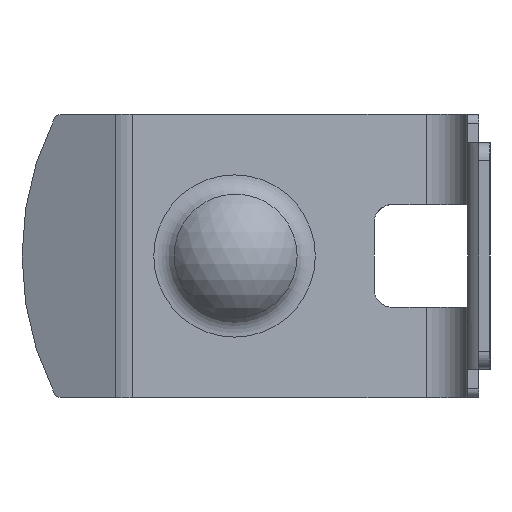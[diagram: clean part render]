
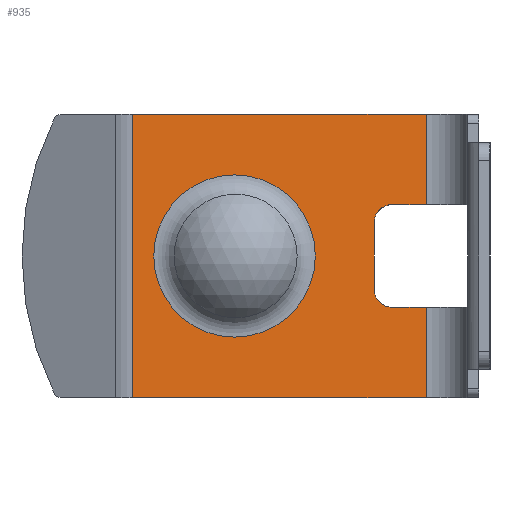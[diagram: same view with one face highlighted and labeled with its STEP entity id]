
A CAD part, left-side view. The second image highlights one B-rep face of the part: STEP entity #935.
In plain terms, the highlighted planar face has unit normal (-0.995, -0.096, 0).
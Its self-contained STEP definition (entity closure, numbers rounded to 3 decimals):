
#46=FACE_BOUND('',#318,.T.);
#52=ELLIPSE('',#1005,0.402,0.4);
#53=ELLIPSE('',#1006,0.402,0.4);
#56=LINE('',#1378,#146);
#57=LINE('',#1382,#147);
#58=LINE('',#1386,#148);
#59=LINE('',#1388,#149);
#60=LINE('',#1390,#150);
#61=LINE('',#1392,#151);
#62=LINE('',#1394,#152);
#63=LINE('',#1395,#153);
#146=VECTOR('',#1105,10.);
#147=VECTOR('',#1108,10.);
#148=VECTOR('',#1111,10.);
#149=VECTOR('',#1112,10.);
#150=VECTOR('',#1113,10.);
#151=VECTOR('',#1114,10.);
#152=VECTOR('',#1115,10.);
#153=VECTOR('',#1116,10.);
#236=PLANE('',#1004);
#265=FACE_OUTER_BOUND('',#317,.T.);
#317=EDGE_LOOP('',(#652,#653,#654,#655,#656,#657,#658,#659,#660,#661));
#318=EDGE_LOOP('',(#662));
#375=CIRCLE('',#1002,1.819);
#414=VERTEX_POINT('',#1371);
#415=VERTEX_POINT('',#1376);
#416=VERTEX_POINT('',#1377);
#417=VERTEX_POINT('',#1379);
#418=VERTEX_POINT('',#1381);
#419=VERTEX_POINT('',#1383);
#420=VERTEX_POINT('',#1385);
#421=VERTEX_POINT('',#1387);
#422=VERTEX_POINT('',#1389);
#423=VERTEX_POINT('',#1391);
#424=VERTEX_POINT('',#1393);
#507=EDGE_CURVE('',#414,#414,#375,.T.);
#508=EDGE_CURVE('',#415,#416,#56,.T.);
#509=EDGE_CURVE('',#417,#416,#52,.T.);
#510=EDGE_CURVE('',#417,#418,#57,.T.);
#511=EDGE_CURVE('',#419,#418,#53,.T.);
#512=EDGE_CURVE('',#419,#420,#58,.T.);
#513=EDGE_CURVE('',#420,#421,#59,.T.);
#514=EDGE_CURVE('',#422,#421,#60,.T.);
#515=EDGE_CURVE('',#423,#422,#61,.T.);
#516=EDGE_CURVE('',#424,#423,#62,.T.);
#517=EDGE_CURVE('',#424,#415,#63,.T.);
#652=ORIENTED_EDGE('',*,*,#508,.T.);
#653=ORIENTED_EDGE('',*,*,#509,.F.);
#654=ORIENTED_EDGE('',*,*,#510,.T.);
#655=ORIENTED_EDGE('',*,*,#511,.F.);
#656=ORIENTED_EDGE('',*,*,#512,.T.);
#657=ORIENTED_EDGE('',*,*,#513,.T.);
#658=ORIENTED_EDGE('',*,*,#514,.F.);
#659=ORIENTED_EDGE('',*,*,#515,.F.);
#660=ORIENTED_EDGE('',*,*,#516,.F.);
#661=ORIENTED_EDGE('',*,*,#517,.T.);
#662=ORIENTED_EDGE('',*,*,#507,.F.);
#935=ADVANCED_FACE('',(#265,#46),#236,.T.);
#1002=AXIS2_PLACEMENT_3D('',#1373,#1099,#1100);
#1004=AXIS2_PLACEMENT_3D('',#1375,#1103,#1104);
#1005=AXIS2_PLACEMENT_3D('',#1380,#1106,#1107);
#1006=AXIS2_PLACEMENT_3D('',#1384,#1109,#1110);
#1099=DIRECTION('center_axis',(-0.995,-0.096,0.));
#1100=DIRECTION('ref_axis',(0.096,-0.995,0.));
#1103=DIRECTION('center_axis',(-0.995,-0.096,0.));
#1104=DIRECTION('ref_axis',(0.096,-0.995,0.));
#1105=DIRECTION('',(-0.096,0.995,0.));
#1106=DIRECTION('center_axis',(-0.995,-0.096,0.));
#1107=DIRECTION('ref_axis',(-0.096,0.995,0.));
#1108=DIRECTION('',(0.,0.,1.));
#1109=DIRECTION('center_axis',(-0.995,-0.096,0.));
#1110=DIRECTION('ref_axis',(-0.096,0.995,0.));
#1111=DIRECTION('',(0.096,-0.995,0.));
#1112=DIRECTION('',(0.,0.,1.));
#1113=DIRECTION('',(0.096,-0.995,0.));
#1114=DIRECTION('',(0.,0.,1.));
#1115=DIRECTION('',(-0.096,0.995,0.));
#1116=DIRECTION('',(0.,0.,1.));
#1371=CARTESIAN_POINT('',(11.113,5.726,1.819));
#1373=CARTESIAN_POINT('Origin',(11.113,5.726,0.));
#1375=CARTESIAN_POINT('Origin',(10.892,8.014,0.));
#1376=CARTESIAN_POINT('',(11.526,1.431,-1.15));
#1377=CARTESIAN_POINT('',(11.452,2.2,-1.15));
#1378=CARTESIAN_POINT('',(11.267,4.12,-1.15));
#1379=CARTESIAN_POINT('',(11.414,2.6,-0.75));
#1380=CARTESIAN_POINT('Origin',(11.452,2.2,-0.75));
#1381=CARTESIAN_POINT('',(11.414,2.6,0.75));
#1382=CARTESIAN_POINT('',(11.414,2.6,-0.575));
#1383=CARTESIAN_POINT('',(11.452,2.2,1.15));
#1384=CARTESIAN_POINT('Origin',(11.452,2.2,0.75));
#1385=CARTESIAN_POINT('',(11.526,1.431,1.15));
#1386=CARTESIAN_POINT('',(11.143,5.408,1.15));
#1387=CARTESIAN_POINT('',(11.526,1.431,3.175));
#1388=CARTESIAN_POINT('',(11.526,1.431,0.));
#1389=CARTESIAN_POINT('',(10.892,8.014,3.175));
#1390=CARTESIAN_POINT('',(10.892,8.014,3.175));
#1391=CARTESIAN_POINT('',(10.892,8.014,-3.175));
#1392=CARTESIAN_POINT('',(10.892,8.014,0.));
#1393=CARTESIAN_POINT('',(11.526,1.431,-3.175));
#1394=CARTESIAN_POINT('',(10.892,8.014,-3.175));
#1395=CARTESIAN_POINT('',(11.526,1.431,0.));
